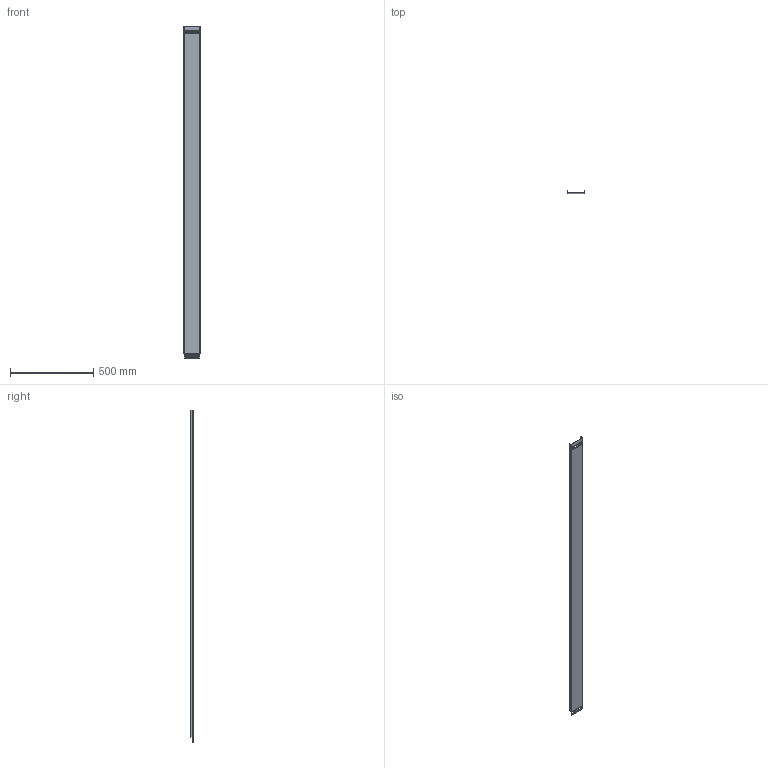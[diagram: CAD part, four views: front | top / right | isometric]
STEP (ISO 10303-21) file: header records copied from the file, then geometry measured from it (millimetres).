
FILE_DESCRIPTION((''),'2;1');
FILE_NAME('715151_PRT','2018-11-09T09:59:01',('tomasz.grudniewski'),(''),'CREO PARAMETRIC BY PTC INC, 2018260','CREO PARAMETRIC BY PTC INC, 2018260','');
FILE_SCHEMA(('CONFIG_CONTROL_DESIGN'));
Length unit declared in the file: millimetre
Products named in the file (1): 715151_PRT
Bounding box: 100 x 15 x 2000 mm (x, y, z)
Volume: 371088.5 mm3; surface area: 502167.7 mm2
Topology: 1 solids, 1 shells, 80 faces, 218 edges, 140 vertices
Faces by surface type: plane 48, cylinder 32
Entity records: 2612 total; most frequent: DIRECTION 442, CARTESIAN_POINT 438, ORIENTED_EDGE 436, EDGE_CURVE 218, VECTOR 154, LINE 154, AXIS2_PLACEMENT_3D 144, VERTEX_POINT 140
